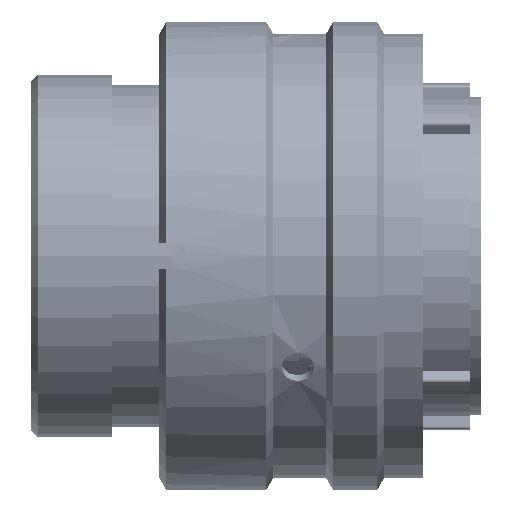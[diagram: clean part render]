
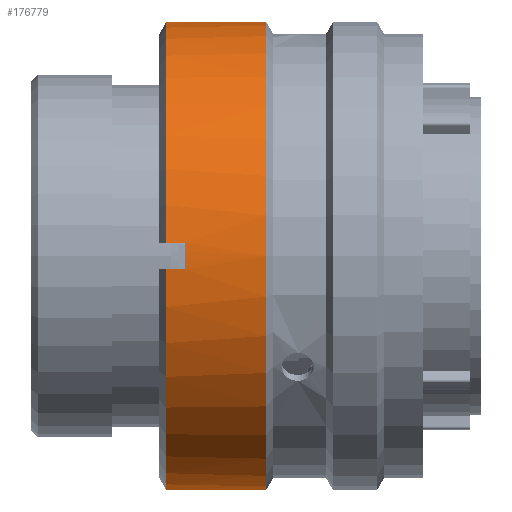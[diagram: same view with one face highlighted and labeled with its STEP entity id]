
A CAD part, front view. The second image highlights one B-rep face of the part: STEP entity #176779.
In plain terms, the highlighted cylindrical face has radius 17.35 mm (diameter 34.7 mm), a partial arc.
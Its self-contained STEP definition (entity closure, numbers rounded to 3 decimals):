
#1451 = DIRECTION ( 'NONE',  ( 0., 0., 1. ) ) ;
#2036 = CIRCLE ( 'NONE', #124691, 17.35 ) ;
#2602 = DIRECTION ( 'NONE',  ( 1., 0., 0. ) ) ;
#7208 = ORIENTED_EDGE ( 'NONE', *, *, #91660, .T. ) ;
#11435 = CARTESIAN_POINT ( 'NONE',  ( 29.07, -1., 17.321 ) ) ;
#14480 = DIRECTION ( 'NONE',  ( 1., 0., 0. ) ) ;
#15376 = DIRECTION ( 'NONE',  ( 0., 0., -1. ) ) ;
#25720 = CARTESIAN_POINT ( 'NONE',  ( 10.02, 0., 0. ) ) ;
#28290 = CIRCLE ( 'NONE', #138876, 17.35 ) ;
#30683 = ORIENTED_EDGE ( 'NONE', *, *, #153503, .T. ) ;
#33344 = EDGE_CURVE ( 'NONE', #91927, #163917, #28290, .T. ) ;
#35924 = VECTOR ( 'NONE', #14480, 1000. ) ;
#36944 = ORIENTED_EDGE ( 'NONE', *, *, #208222, .F. ) ;
#37268 = CIRCLE ( 'NONE', #182289, 17.35 ) ;
#38792 = VERTEX_POINT ( 'NONE', #151274 ) ;
#39723 = CARTESIAN_POINT ( 'NONE',  ( 29.07, -17.321, -1. ) ) ;
#41613 = AXIS2_PLACEMENT_3D ( 'NONE', #167072, #70836, #183273 ) ;
#41861 = DIRECTION ( 'NONE',  ( 0., 0., -1. ) ) ;
#52512 = CARTESIAN_POINT ( 'NONE',  ( 10.02, -1., 17.321 ) ) ;
#55031 = LINE ( 'NONE', #39723, #87771 ) ;
#57080 = EDGE_CURVE ( 'NONE', #184301, #147675, #154332, .T. ) ;
#58557 = AXIS2_PLACEMENT_3D ( 'NONE', #98745, #2602, #114986 ) ;
#63429 = EDGE_CURVE ( 'NONE', #179270, #169769, #98162, .T. ) ;
#68981 = EDGE_LOOP ( 'NONE', ( #36944, #141001, #192074, #7208, #146822, #162098, #129489, #192949, #207893, #30683, #181993, #199550 ) ) ;
#70836 = DIRECTION ( 'NONE',  ( 1., 0., 0. ) ) ;
#77067 = DIRECTION ( 'NONE',  ( 1., 0., 0. ) ) ;
#77971 = VECTOR ( 'NONE', #124503, 1000. ) ;
#82826 = CARTESIAN_POINT ( 'NONE',  ( 17.44, 0., 17.35 ) ) ;
#86721 = VERTEX_POINT ( 'NONE', #89543 ) ;
#87158 = CARTESIAN_POINT ( 'NONE',  ( 29.07, 0., 0. ) ) ;
#87572 = CYLINDRICAL_SURFACE ( 'NONE', #195834, 17.35 ) ;
#87771 = VECTOR ( 'NONE', #168226, 1000. ) ;
#88728 = EDGE_CURVE ( 'NONE', #147675, #179799, #168191, .T. ) ;
#89543 = CARTESIAN_POINT ( 'NONE',  ( 11.42, 0., 17.35 ) ) ;
#89821 = LINE ( 'NONE', #185584, #127533 ) ;
#91660 = EDGE_CURVE ( 'NONE', #169769, #184301, #97801, .T. ) ;
#91927 = VERTEX_POINT ( 'NONE', #197161 ) ;
#97605 = DIRECTION ( 'NONE',  ( 1., 0., 0. ) ) ;
#97801 = CIRCLE ( 'NONE', #179896, 17.35 ) ;
#98162 = LINE ( 'NONE', #11435, #77971 ) ;
#98745 = CARTESIAN_POINT ( 'NONE',  ( 11.42, 0., 0. ) ) ;
#111598 = DIRECTION ( 'NONE',  ( 1., 0., 0. ) ) ;
#114643 = EDGE_CURVE ( 'NONE', #86721, #179270, #2036, .T. ) ;
#114986 = DIRECTION ( 'NONE',  ( 0., 0., 1. ) ) ;
#115115 = CARTESIAN_POINT ( 'NONE',  ( 11.42, -1., 17.321 ) ) ;
#121377 = LINE ( 'NONE', #206999, #35924 ) ;
#124503 = DIRECTION ( 'NONE',  ( -1., 0., 0. ) ) ;
#124691 = AXIS2_PLACEMENT_3D ( 'NONE', #193878, #97605, #1451 ) ;
#127533 = VECTOR ( 'NONE', #169403, 1000. ) ;
#128934 = CARTESIAN_POINT ( 'NONE',  ( 11.42, -17.321, -1. ) ) ;
#129489 = ORIENTED_EDGE ( 'NONE', *, *, #161511, .T. ) ;
#130482 = EDGE_CURVE ( 'NONE', #186660, #135878, #37268, .T. ) ;
#135878 = VERTEX_POINT ( 'NONE', #178015 ) ;
#136533 = LINE ( 'NONE', #149594, #179360 ) ;
#138047 = DIRECTION ( 'NONE',  ( 1., 0., 0. ) ) ;
#138876 = AXIS2_PLACEMENT_3D ( 'NONE', #25720, #138047, #41861 ) ;
#141001 = ORIENTED_EDGE ( 'NONE', *, *, #114643, .T. ) ;
#146822 = ORIENTED_EDGE ( 'NONE', *, *, #57080, .T. ) ;
#147675 = VERTEX_POINT ( 'NONE', #187415 ) ;
#149335 = VECTOR ( 'NONE', #164268, 1000. ) ;
#149594 = CARTESIAN_POINT ( 'NONE',  ( 29.07, 0., 17.35 ) ) ;
#151274 = CARTESIAN_POINT ( 'NONE',  ( 11.42, 0., -17.35 ) ) ;
#153503 = EDGE_CURVE ( 'NONE', #154412, #38792, #188862, .T. ) ;
#154332 = LINE ( 'NONE', #180479, #149335 ) ;
#154412 = VERTEX_POINT ( 'NONE', #205754 ) ;
#157289 = CARTESIAN_POINT ( 'NONE',  ( 10.02, -17.321, 1. ) ) ;
#161511 = EDGE_CURVE ( 'NONE', #179799, #91927, #55031, .T. ) ;
#162098 = ORIENTED_EDGE ( 'NONE', *, *, #88728, .T. ) ;
#163917 = VERTEX_POINT ( 'NONE', #165034 ) ;
#164268 = DIRECTION ( 'NONE',  ( 1., 0., 0. ) ) ;
#165034 = CARTESIAN_POINT ( 'NONE',  ( 10.02, -1., -17.321 ) ) ;
#167072 = CARTESIAN_POINT ( 'NONE',  ( 11.42, 0., 0. ) ) ;
#167870 = DIRECTION ( 'NONE',  ( 0., 0., -1. ) ) ;
#168191 = CIRCLE ( 'NONE', #41613, 17.35 ) ;
#168226 = DIRECTION ( 'NONE',  ( -1., 0., 0. ) ) ;
#169403 = DIRECTION ( 'NONE',  ( 1., 0., 0. ) ) ;
#169769 = VERTEX_POINT ( 'NONE', #52512 ) ;
#171496 = EDGE_CURVE ( 'NONE', #38792, #135878, #89821, .T. ) ;
#173320 = CARTESIAN_POINT ( 'NONE',  ( 10.02, 0., 0. ) ) ;
#176779 = ADVANCED_FACE ( 'NONE', ( #193201 ), #87572, .T. ) ;
#178015 = CARTESIAN_POINT ( 'NONE',  ( 17.44, 0., -17.35 ) ) ;
#179270 = VERTEX_POINT ( 'NONE', #115115 ) ;
#179360 = VECTOR ( 'NONE', #182574, 1000. ) ;
#179799 = VERTEX_POINT ( 'NONE', #128934 ) ;
#179896 = AXIS2_PLACEMENT_3D ( 'NONE', #173320, #77067, #189522 ) ;
#180479 = CARTESIAN_POINT ( 'NONE',  ( 29.07, -17.321, 1. ) ) ;
#181993 = ORIENTED_EDGE ( 'NONE', *, *, #171496, .T. ) ;
#182289 = AXIS2_PLACEMENT_3D ( 'NONE', #207918, #111598, #15376 ) ;
#182574 = DIRECTION ( 'NONE',  ( 1., 0., 0. ) ) ;
#183273 = DIRECTION ( 'NONE',  ( 0., 0., 1. ) ) ;
#184301 = VERTEX_POINT ( 'NONE', #157289 ) ;
#185584 = CARTESIAN_POINT ( 'NONE',  ( 29.07, 0., -17.35 ) ) ;
#186660 = VERTEX_POINT ( 'NONE', #82826 ) ;
#187415 = CARTESIAN_POINT ( 'NONE',  ( 11.42, -17.321, 1. ) ) ;
#188862 = CIRCLE ( 'NONE', #58557, 17.35 ) ;
#189522 = DIRECTION ( 'NONE',  ( 0., 0., -1. ) ) ;
#192074 = ORIENTED_EDGE ( 'NONE', *, *, #63429, .T. ) ;
#192949 = ORIENTED_EDGE ( 'NONE', *, *, #33344, .T. ) ;
#193201 = FACE_OUTER_BOUND ( 'NONE', #68981, .T. ) ;
#193878 = CARTESIAN_POINT ( 'NONE',  ( 11.42, 0., 0. ) ) ;
#195834 = AXIS2_PLACEMENT_3D ( 'NONE', #87158, #199532, #167870 ) ;
#197161 = CARTESIAN_POINT ( 'NONE',  ( 10.02, -17.321, -1. ) ) ;
#199532 = DIRECTION ( 'NONE',  ( 1., 0., 0. ) ) ;
#199550 = ORIENTED_EDGE ( 'NONE', *, *, #130482, .F. ) ;
#205375 = EDGE_CURVE ( 'NONE', #163917, #154412, #121377, .T. ) ;
#205754 = CARTESIAN_POINT ( 'NONE',  ( 11.42, -1., -17.321 ) ) ;
#206999 = CARTESIAN_POINT ( 'NONE',  ( 29.07, -1., -17.321 ) ) ;
#207893 = ORIENTED_EDGE ( 'NONE', *, *, #205375, .T. ) ;
#207918 = CARTESIAN_POINT ( 'NONE',  ( 17.44, 0., 0. ) ) ;
#208222 = EDGE_CURVE ( 'NONE', #86721, #186660, #136533, .T. ) ;
